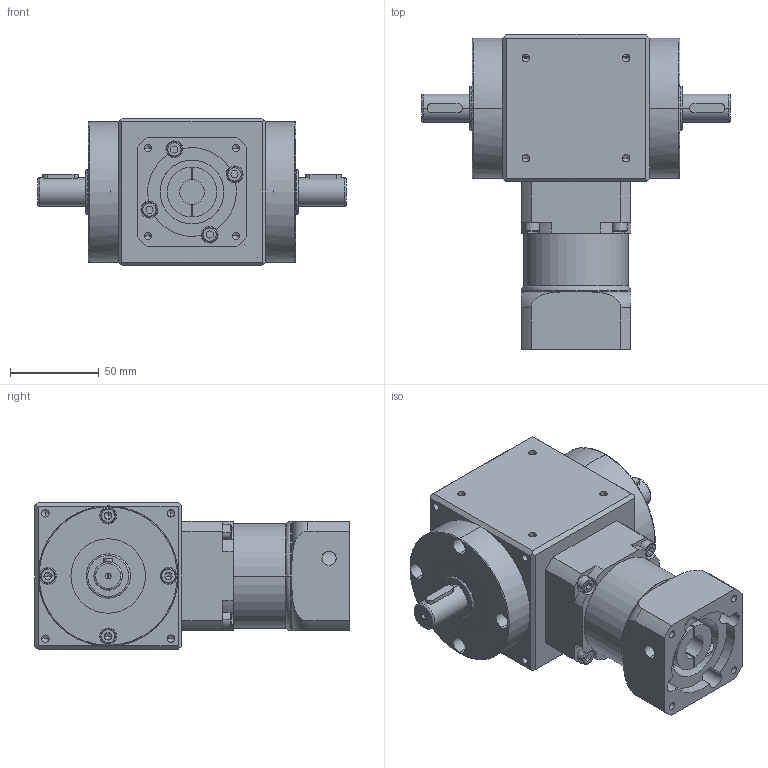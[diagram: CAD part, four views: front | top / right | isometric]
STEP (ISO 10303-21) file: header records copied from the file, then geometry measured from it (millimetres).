
FILE_DESCRIPTION (( 'STEP AP214' ), '1' );
FILE_NAME ('RAH060-L1-XX-2S-14-50-70-M5_2019.STEP', '2019-03-22T10:30:52', ( 'Y' ), ( 'NCU' ), 'SwSTEP 2.0', 'SolidWorks 2016', '' );
FILE_SCHEMA (( 'AUTOMOTIVE_DESIGN' ));
Length unit declared in the file: millimetre
Products named in the file (1): RAH060-L1-XX-2S-14-50-70-M5_2019
Bounding box: 174 x 177.5 x 83 mm (x, y, z)
Volume: 1027464.7 mm3; surface area: 106519.7 mm2
Topology: 3 solids, 13 shells, 609 faces, 1487 edges, 915 vertices
Faces by surface type: plane 266, cylinder 215, cone 96, bspline 24, torus 8
Entity records: 19290 total; most frequent: CARTESIAN_POINT 4120, DIRECTION 3078, ORIENTED_EDGE 2846, EDGE_CURVE 1423, AXIS2_PLACEMENT_3D 1169, VERTEX_POINT 915, LINE 740, VECTOR 740
